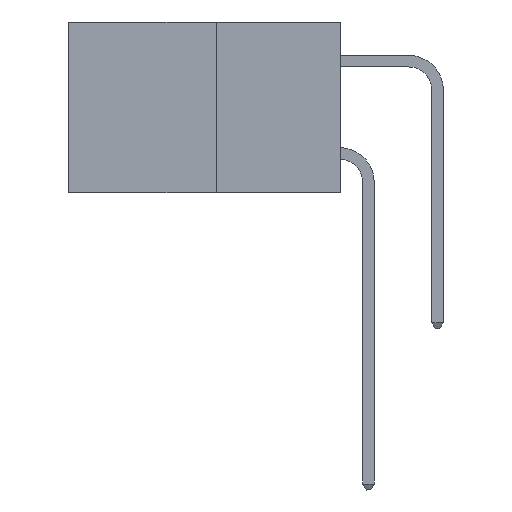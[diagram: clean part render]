
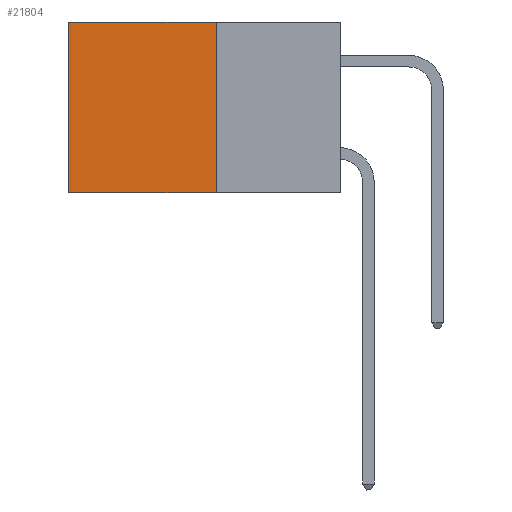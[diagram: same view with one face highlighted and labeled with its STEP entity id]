
A CAD part, left-side view. The second image highlights one B-rep face of the part: STEP entity #21804.
In plain terms, the highlighted planar face has unit normal (-1, 0, 0).
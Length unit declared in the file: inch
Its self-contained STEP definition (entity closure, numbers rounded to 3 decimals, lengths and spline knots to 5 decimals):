
#765 = CARTESIAN_POINT ( 'NONE',  ( 0.277, 0.59, -0.37 ) ) ;
#830 = EDGE_LOOP ( 'NONE', ( #7362, #20352, #11747, #11127 ) ) ;
#990 = VECTOR ( 'NONE', #17785, 39.37008 ) ;
#1268 = DIRECTION ( 'NONE',  ( 0., 0., -1. ) ) ;
#1550 = VERTEX_POINT ( 'NONE', #19149 ) ;
#1828 = CARTESIAN_POINT ( 'NONE',  ( 0.277, 0.27, 0. ) ) ;
#2260 = CARTESIAN_POINT ( 'NONE',  ( 0.277, 0.59, 0. ) ) ;
#3416 = EDGE_CURVE ( 'NONE', #8220, #8191, #6732, .T. ) ;
#3643 = CARTESIAN_POINT ( 'NONE',  ( 0.277, 0.27, -0.37 ) ) ;
#4477 = DIRECTION ( 'NONE',  ( 0., 1., 0. ) ) ;
#5431 = DIRECTION ( 'NONE',  ( 0., 0., -1. ) ) ;
#5843 = CARTESIAN_POINT ( 'NONE',  ( 0.277, 0.27, -0.37 ) ) ;
#6732 = LINE ( 'NONE', #6744, #19766 ) ;
#6744 = CARTESIAN_POINT ( 'NONE',  ( 0.277, 0.27, 0. ) ) ;
#7271 = DIRECTION ( 'NONE',  ( 1., 0., 0. ) ) ;
#7362 = ORIENTED_EDGE ( 'NONE', *, *, #13670, .T. ) ;
#8157 = VECTOR ( 'NONE', #1268, 39.37008 ) ;
#8166 = CARTESIAN_POINT ( 'NONE',  ( 0.277, 0.59, -0.37 ) ) ;
#8191 = VERTEX_POINT ( 'NONE', #2260 ) ;
#8220 = VERTEX_POINT ( 'NONE', #1828 ) ;
#8932 = AXIS2_PLACEMENT_3D ( 'NONE', #12400, #7271, #19442 ) ;
#9657 = LINE ( 'NONE', #5843, #990 ) ;
#11127 = ORIENTED_EDGE ( 'NONE', *, *, #3416, .T. ) ;
#11747 = ORIENTED_EDGE ( 'NONE', *, *, #21048, .F. ) ;
#12400 = CARTESIAN_POINT ( 'NONE',  ( 0.277, 0.27, -0.37 ) ) ;
#13670 = EDGE_CURVE ( 'NONE', #8191, #17611, #21569, .T. ) ;
#13977 = FACE_OUTER_BOUND ( 'NONE', #830, .T. ) ;
#15669 = VECTOR ( 'NONE', #5431, 39.37008 ) ;
#15818 = PLANE ( 'NONE',  #8932 ) ;
#17568 = EDGE_CURVE ( 'NONE', #1550, #17611, #9657, .T. ) ;
#17611 = VERTEX_POINT ( 'NONE', #765 ) ;
#17785 = DIRECTION ( 'NONE',  ( 0., 1., 0. ) ) ;
#19149 = CARTESIAN_POINT ( 'NONE',  ( 0.277, 0.27, -0.37 ) ) ;
#19442 = DIRECTION ( 'NONE',  ( 0., 0., -1. ) ) ;
#19766 = VECTOR ( 'NONE', #4477, 39.37008 ) ;
#20352 = ORIENTED_EDGE ( 'NONE', *, *, #17568, .F. ) ;
#20603 = LINE ( 'NONE', #3643, #15669 ) ;
#21048 = EDGE_CURVE ( 'NONE', #8220, #1550, #20603, .T. ) ;
#21569 = LINE ( 'NONE', #8166, #8157 ) ;
#21804 = ADVANCED_FACE ( 'NONE', ( #13977 ), #15818, .F. ) ;
